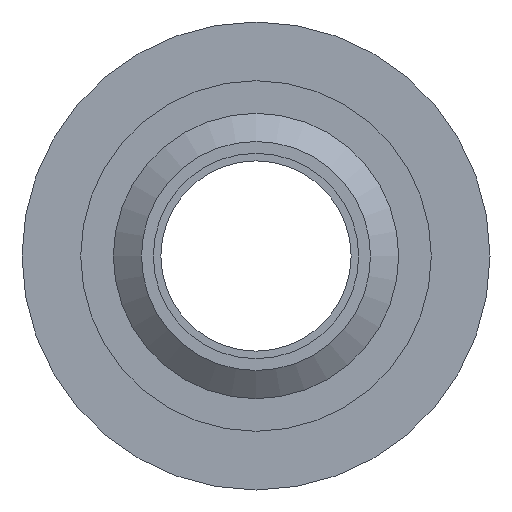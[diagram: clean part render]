
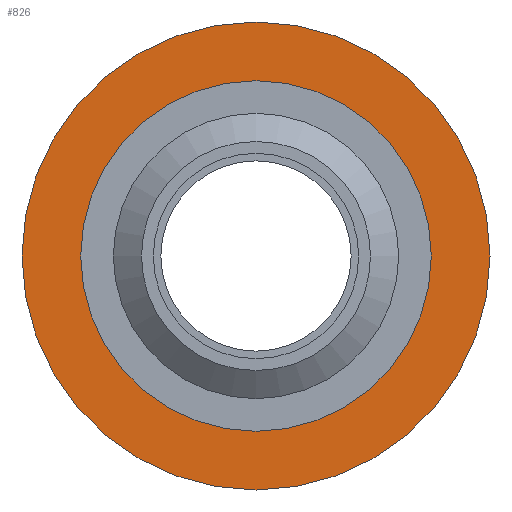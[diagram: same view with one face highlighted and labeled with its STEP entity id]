
A CAD part, front view. The second image highlights one B-rep face of the part: STEP entity #826.
In plain terms, the highlighted planar face has unit normal (0, -1, 0).
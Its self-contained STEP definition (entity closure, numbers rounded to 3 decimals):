
#77=FACE_BOUND('',#202,.T.);
#87=PLANE('',#969);
#140=FACE_OUTER_BOUND('',#201,.T.);
#201=EDGE_LOOP('',(#590,#591));
#202=EDGE_LOOP('',(#592,#593));
#316=CIRCLE('',#957,27.5);
#317=CIRCLE('',#958,27.5);
#322=CIRCLE('',#967,20.6);
#323=CIRCLE('',#968,20.6);
#367=VERTEX_POINT('',#1332);
#368=VERTEX_POINT('',#1334);
#373=VERTEX_POINT('',#1350);
#374=VERTEX_POINT('',#1352);
#444=EDGE_CURVE('',#367,#368,#316,.T.);
#445=EDGE_CURVE('',#368,#367,#317,.T.);
#452=EDGE_CURVE('',#374,#373,#322,.T.);
#453=EDGE_CURVE('',#373,#374,#323,.T.);
#590=ORIENTED_EDGE('',*,*,#445,.F.);
#591=ORIENTED_EDGE('',*,*,#444,.F.);
#592=ORIENTED_EDGE('',*,*,#452,.T.);
#593=ORIENTED_EDGE('',*,*,#453,.T.);
#826=ADVANCED_FACE('',(#140,#77),#87,.T.);
#957=AXIS2_PLACEMENT_3D('',#1335,#1082,#1083);
#958=AXIS2_PLACEMENT_3D('',#1336,#1084,#1085);
#967=AXIS2_PLACEMENT_3D('',#1353,#1104,#1105);
#968=AXIS2_PLACEMENT_3D('',#1354,#1106,#1107);
#969=AXIS2_PLACEMENT_3D('',#1355,#1108,#1109);
#1082=DIRECTION('center_axis',(0.,1.,0.));
#1083=DIRECTION('ref_axis',(1.,0.,0.));
#1084=DIRECTION('center_axis',(0.,1.,0.));
#1085=DIRECTION('ref_axis',(1.,0.,0.));
#1104=DIRECTION('center_axis',(0.,1.,0.));
#1105=DIRECTION('ref_axis',(1.,0.,0.));
#1106=DIRECTION('center_axis',(0.,1.,0.));
#1107=DIRECTION('ref_axis',(1.,0.,0.));
#1108=DIRECTION('center_axis',(0.,-1.,0.));
#1109=DIRECTION('ref_axis',(0.,0.,-1.));
#1332=CARTESIAN_POINT('',(27.5,0.,0.));
#1334=CARTESIAN_POINT('',(-27.5,0.,0.));
#1335=CARTESIAN_POINT('Origin',(0.,0.,0.));
#1336=CARTESIAN_POINT('Origin',(0.,0.,0.));
#1350=CARTESIAN_POINT('',(20.6,0.,0.));
#1352=CARTESIAN_POINT('',(-20.6,0.,0.));
#1353=CARTESIAN_POINT('Origin',(0.,0.,0.));
#1354=CARTESIAN_POINT('Origin',(0.,0.,0.));
#1355=CARTESIAN_POINT('Origin',(-27.5,0.,0.));
